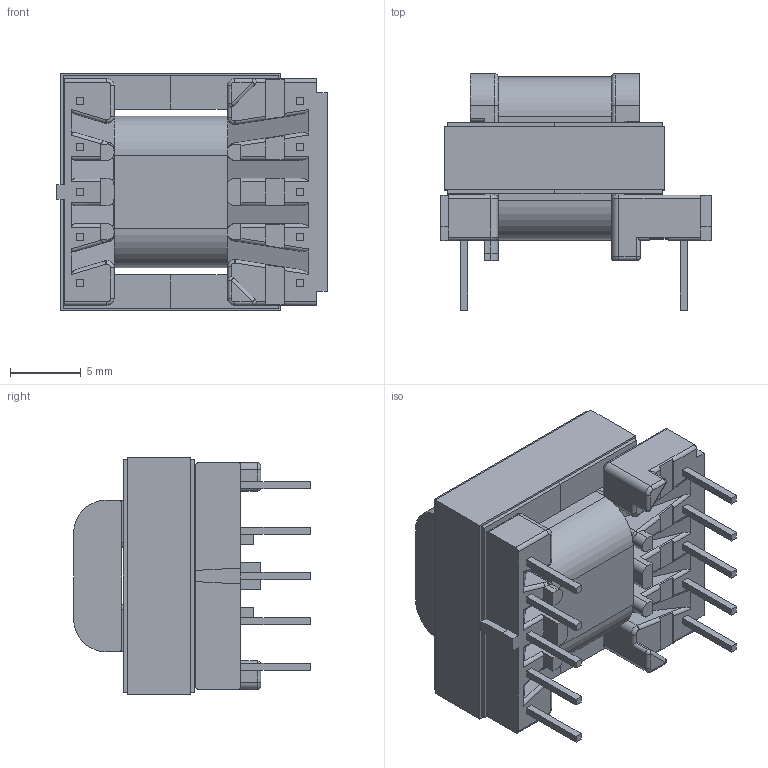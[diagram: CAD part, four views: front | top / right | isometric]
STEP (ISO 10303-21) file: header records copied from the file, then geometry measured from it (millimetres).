
FILE_DESCRIPTION (( 'STEP AP214' ), '1' );
FILE_NAME ('EE16-7-5_6761.STEP', '2019-01-31T16:27:55', ( '' ), ( '' ), 'SwSTEP 2.0', 'SolidWorks 2017', '' );
FILE_SCHEMA (( 'AUTOMOTIVE_DESIGN' ));
Length unit declared in the file: millimetre
Products named in the file (5): EE16-7-5_6761; 440-9989-1261; 150-1261_6C; 070-6761_coil; 070-6761_6A
Assembly tree (5 placements, depth 2):
  EE16-7-5_6761
    070-6761_6A
    070-6761_coil
    150-1261_6C  x2
    440-9989-1261
Bounding box: 19.07 x 16.69 x 16.72 mm (x, y, z)
Volume: 2360.2 mm3; surface area: 3765.5 mm2
Topology: 5 solids, 5 shells, 376 faces, 984 edges, 620 vertices
Faces by surface type: plane 206, cylinder 114, torus 42, bspline 10, sphere 4
Entity records: 12104 total; most frequent: CARTESIAN_POINT 2352, ORIENTED_EDGE 1884, DIRECTION 1820, EDGE_CURVE 942, LINE 608, VECTOR 608, AXIS2_PLACEMENT_3D 606, VERTEX_POINT 596
